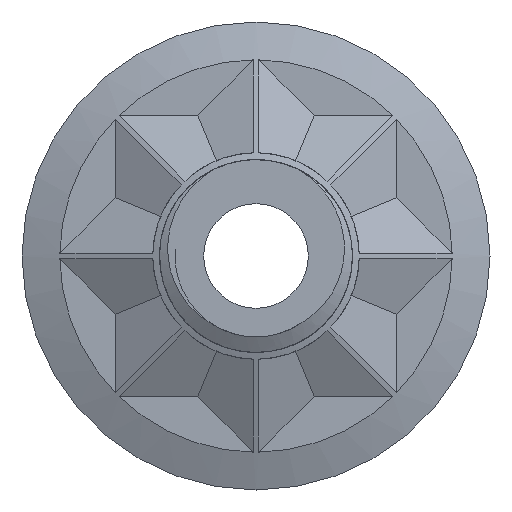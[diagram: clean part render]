
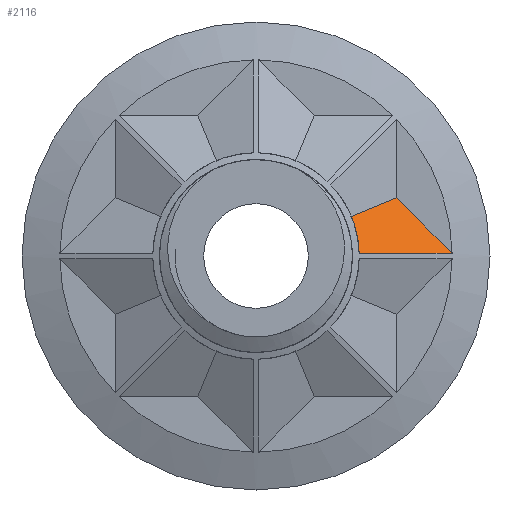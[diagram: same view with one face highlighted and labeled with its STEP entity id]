
A CAD part, front view. The second image highlights one B-rep face of the part: STEP entity #2116.
In plain terms, the highlighted free-form (B-spline) face has degree [3, 1] with [6, 2] control points.
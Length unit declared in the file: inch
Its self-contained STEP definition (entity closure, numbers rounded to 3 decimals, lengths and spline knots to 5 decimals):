
#42=(
BOUNDED_CURVE()
B_SPLINE_CURVE(2,(#6028,#6029,#6030,#6031),.UNSPECIFIED.,.F.,.F.)
B_SPLINE_CURVE_WITH_KNOTS((3,1,3),(0.7791,1.38114,1.49554),
 .UNSPECIFIED.)
CURVE()
GEOMETRIC_REPRESENTATION_ITEM()
RATIONAL_B_SPLINE_CURVE((29.617,40.599,53.53,
55.59))
REPRESENTATION_ITEM('')
);
#129=LINE('',#6032,#183);
#183=VECTOR('',#2401,0.3937);
#287=FACE_OUTER_BOUND('',#426,.T.);
#426=EDGE_LOOP('',(#1488,#1489,#1490,#1491));
#644=B_SPLINE_CURVE_WITH_KNOTS('',3,(#5988,#5989,#5990,#5991,#5992,#5993,
#5994,#5995),.UNSPECIFIED.,.F.,.F.,(4,2,2,4),(0.,0.32486,0.37214,
0.48969),.UNSPECIFIED.);
#646=B_SPLINE_CURVE_WITH_KNOTS('',3,(#6021,#6022,#6023,#6024,#6025,#6026),
 .UNSPECIFIED.,.F.,.F.,(4,2,4),(0.,0.25174,0.363),
 .UNSPECIFIED.);
#859=VERTEX_POINT('',#5986);
#860=VERTEX_POINT('',#5987);
#863=VERTEX_POINT('',#6020);
#864=VERTEX_POINT('',#6027);
#1105=EDGE_CURVE('',#859,#860,#644,.T.);
#1109=EDGE_CURVE('',#863,#860,#646,.T.);
#1110=EDGE_CURVE('',#864,#863,#42,.T.);
#1111=EDGE_CURVE('',#859,#864,#129,.T.);
#1488=ORIENTED_EDGE('',*,*,#1105,.T.);
#1489=ORIENTED_EDGE('',*,*,#1109,.F.);
#1490=ORIENTED_EDGE('',*,*,#1110,.F.);
#1491=ORIENTED_EDGE('',*,*,#1111,.F.);
#2010=B_SPLINE_SURFACE_WITH_KNOTS('',3,1,((#6008,#6009),(#6010,#6011),(#6012,
#6013),(#6014,#6015),(#6016,#6017),(#6018,#6019)),.UNSPECIFIED.,.F.,.F.,
 .F.,(4,2,4),(2,2),(-0.87586,-0.43254,0.),(0.,3.42933),
 .UNSPECIFIED.);
#2116=ADVANCED_FACE('',(#287),#2010,.T.);
#2401=DIRECTION('',(0.707,0.,-0.707));
#5986=CARTESIAN_POINT('',(0.51092,1.23562,0.21163));
#5987=CARTESIAN_POINT('',(0.34645,1.15098,0.14351));
#5988=CARTESIAN_POINT('Ctrl Pts',(0.51092,1.23562,0.21163));
#5989=CARTESIAN_POINT('Ctrl Pts',(0.47535,1.21732,0.1969));
#5990=CARTESIAN_POINT('Ctrl Pts',(0.43795,1.19807,0.18141));
#5991=CARTESIAN_POINT('Ctrl Pts',(0.39699,1.17699,0.16444));
#5992=CARTESIAN_POINT('Ctrl Pts',(0.39178,1.17431,0.16228));
#5993=CARTESIAN_POINT('Ctrl Pts',(0.37365,1.16498,0.15477));
#5994=CARTESIAN_POINT('Ctrl Pts',(0.36015,1.15803,0.14918));
#5995=CARTESIAN_POINT('Ctrl Pts',(0.34645,1.15098,0.14351));
#6008=CARTESIAN_POINT('Ctrl Pts',(0.37487,1.11274,0.01));
#6009=CARTESIAN_POINT('Ctrl Pts',(-0.57982,1.11274,0.96469));
#6010=CARTESIAN_POINT('Ctrl Pts',(0.43107,1.13319,0.01));
#6011=CARTESIAN_POINT('Ctrl Pts',(-0.52361,1.13319,0.96469));
#6012=CARTESIAN_POINT('Ctrl Pts',(0.49397,1.15608,0.01));
#6013=CARTESIAN_POINT('Ctrl Pts',(-0.46072,1.15608,0.96469));
#6014=CARTESIAN_POINT('Ctrl Pts',(0.60267,1.19564,0.01));
#6015=CARTESIAN_POINT('Ctrl Pts',(-0.35201,1.19564,0.96469));
#6016=CARTESIAN_POINT('Ctrl Pts',(0.65922,1.21621,0.01));
#6017=CARTESIAN_POINT('Ctrl Pts',(-0.29547,1.21621,0.96469));
#6018=CARTESIAN_POINT('Ctrl Pts',(0.71256,1.23562,0.01));
#6019=CARTESIAN_POINT('Ctrl Pts',(-0.24213,1.23562,0.96469));
#6020=CARTESIAN_POINT('',(0.37487,1.11274,0.01));
#6021=CARTESIAN_POINT('Ctrl Pts',(0.37487,1.11274,0.01));
#6022=CARTESIAN_POINT('Ctrl Pts',(0.37404,1.12376,0.04113));
#6023=CARTESIAN_POINT('Ctrl Pts',(0.36932,1.13346,0.07249));
#6024=CARTESIAN_POINT('Ctrl Pts',(0.35659,1.14499,0.1169));
#6025=CARTESIAN_POINT('Ctrl Pts',(0.35191,1.14817,0.13033));
#6026=CARTESIAN_POINT('Ctrl Pts',(0.34645,1.15098,0.14351));
#6027=CARTESIAN_POINT('',(0.71256,1.23562,0.01));
#6028=CARTESIAN_POINT('Ctrl Pts',(0.71256,1.23562,0.01));
#6029=CARTESIAN_POINT('Ctrl Pts',(0.51707,1.16448,0.01));
#6030=CARTESIAN_POINT('Ctrl Pts',(0.38969,1.11813,0.01));
#6031=CARTESIAN_POINT('Ctrl Pts',(0.37487,1.11274,0.01));
#6032=CARTESIAN_POINT('',(0.71256,1.23562,0.01));
